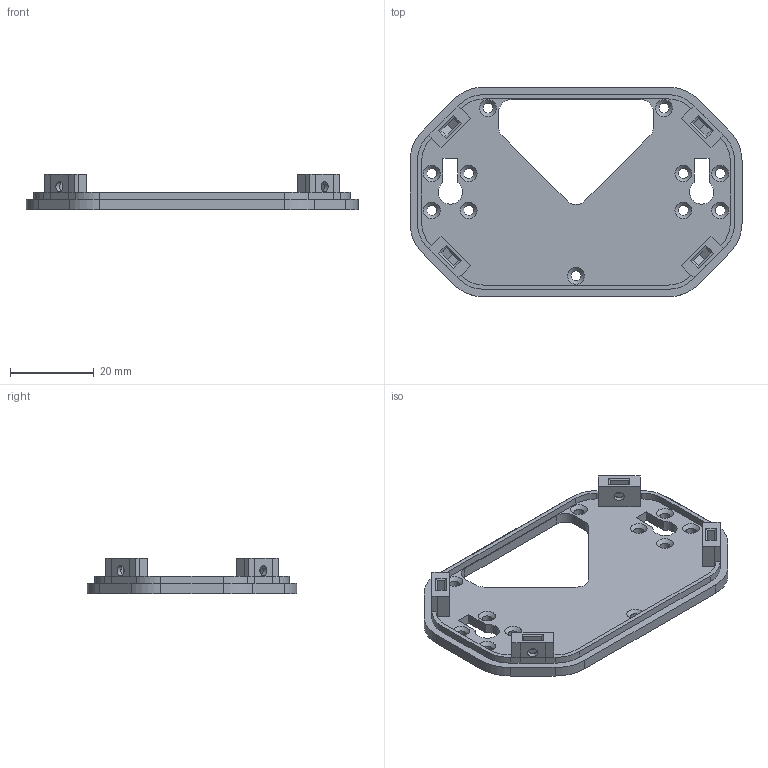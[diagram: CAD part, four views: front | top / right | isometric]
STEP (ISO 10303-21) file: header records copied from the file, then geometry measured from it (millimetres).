
FILE_DESCRIPTION(/* description */ (''),/* implementation_level */ '2;1');
FILE_NAME(/* name */ 'BackBase.step',/* time_stamp */ '2020-04-29T18:14:01+09:00',/* author */ (''),/* organization */ (''),/* preprocessor_version */ 'ST-DEVELOPER v18.1',/* originating_system */ 'Autodesk Translation Framework v9.2.0.1227',/* authorisation */ '');
FILE_SCHEMA (('AUTOMOTIVE_DESIGN { 1 0 10303 214 3 1 1 }'));
Length unit declared in the file: millimetre
Products named in the file (1): BackBase
Bounding box: 79.2 x 50 x 8.5 mm (x, y, z)
Volume: 8121 mm3; surface area: 8920 mm2
Topology: 2 solids, 2 shells, 187 faces, 505 edges, 325 vertices
Faces by surface type: plane 126, cylinder 50, cone 11
Full cylindrical faces by diameter (mm): 2.4 x19
Entity records: 5938 total; most frequent: CARTESIAN_POINT 1018, ORIENTED_EDGE 1010, DIRECTION 996, EDGE_CURVE 505, LINE 390, VECTOR 390, VERTEX_POINT 325, AXIS2_PLACEMENT_3D 303
